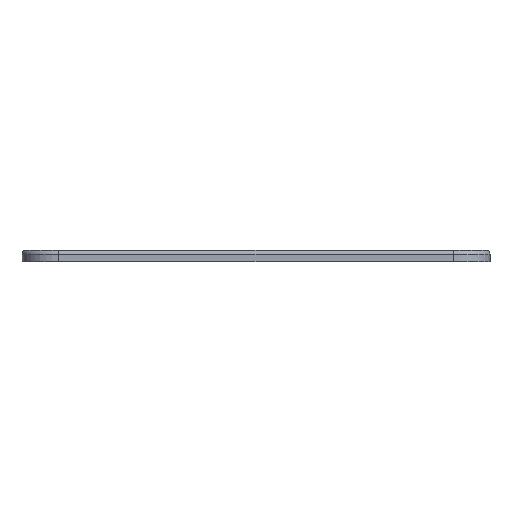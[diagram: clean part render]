
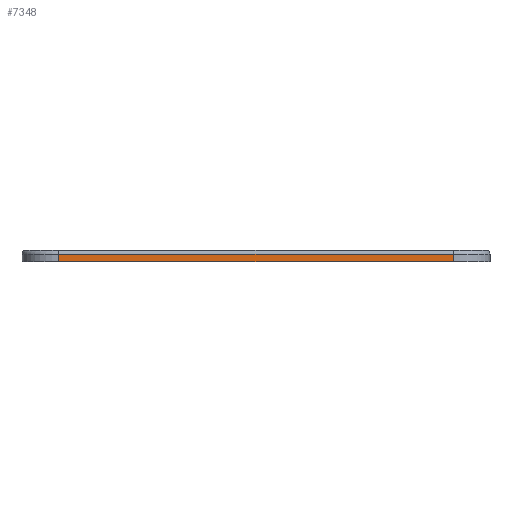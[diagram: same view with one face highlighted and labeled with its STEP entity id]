
A CAD part, left-side view. The second image highlights one B-rep face of the part: STEP entity #7348.
In plain terms, the highlighted planar face has unit normal (-1, 0, 0).
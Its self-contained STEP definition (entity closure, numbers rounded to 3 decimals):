
#242=PLANE('',#7552);
#615=FACE_OUTER_BOUND('',#1038,.T.);
#1038=EDGE_LOOP('',(#6525,#6526,#6527,#6528));
#1570=LINE('',#14781,#2126);
#1585=LINE('',#14834,#2141);
#1586=LINE('',#14838,#2142);
#1587=LINE('',#14839,#2143);
#2126=VECTOR('',#8342,10.);
#2141=VECTOR('',#8405,10.);
#2142=VECTOR('',#8410,10.);
#2143=VECTOR('',#8411,10.);
#3372=VERTEX_POINT('',#14775);
#3373=VERTEX_POINT('',#14779);
#3387=VERTEX_POINT('',#14833);
#3388=VERTEX_POINT('',#14837);
#4427=EDGE_CURVE('',#3372,#3373,#1570,.T.);
#4453=EDGE_CURVE('',#3373,#3387,#1585,.T.);
#4455=EDGE_CURVE('',#3388,#3372,#1586,.T.);
#4456=EDGE_CURVE('',#3387,#3388,#1587,.T.);
#6525=ORIENTED_EDGE('',*,*,#4427,.F.);
#6526=ORIENTED_EDGE('',*,*,#4455,.F.);
#6527=ORIENTED_EDGE('',*,*,#4456,.F.);
#6528=ORIENTED_EDGE('',*,*,#4453,.F.);
#7348=ADVANCED_FACE('',(#615),#242,.T.);
#7552=AXIS2_PLACEMENT_3D('',#14836,#8408,#8409);
#8342=DIRECTION('',(0.,-1.,0.));
#8405=DIRECTION('',(0.,0.,-1.));
#8408=DIRECTION('center_axis',(-1.,0.,0.));
#8409=DIRECTION('ref_axis',(0.,-1.,0.));
#8410=DIRECTION('',(0.,0.,1.));
#8411=DIRECTION('',(0.,1.,0.));
#14775=CARTESIAN_POINT('',(-11.897,8.467,1.));
#14779=CARTESIAN_POINT('',(-11.897,-44.997,1.));
#14781=CARTESIAN_POINT('',(-11.897,-2.399,1.));
#14833=CARTESIAN_POINT('',(-11.897,-44.997,0.));
#14834=CARTESIAN_POINT('',(-11.897,-44.997,0.));
#14836=CARTESIAN_POINT('Origin',(-11.897,13.467,0.));
#14837=CARTESIAN_POINT('',(-11.897,8.467,0.));
#14838=CARTESIAN_POINT('',(-11.897,8.467,0.));
#14839=CARTESIAN_POINT('',(-11.897,-49.997,0.));
